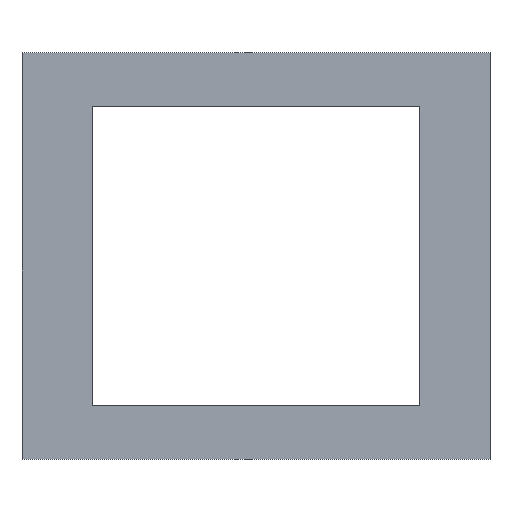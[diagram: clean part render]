
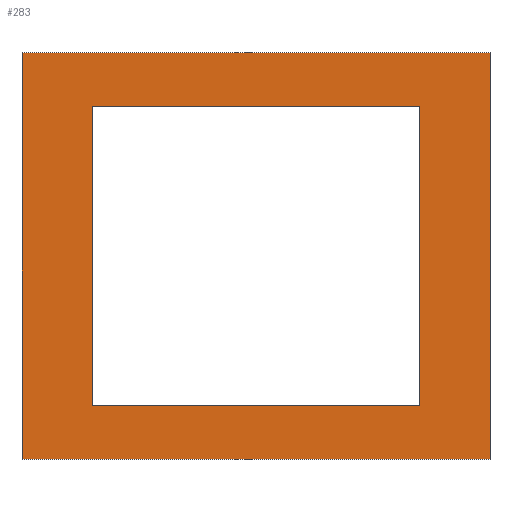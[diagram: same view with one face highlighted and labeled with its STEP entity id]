
A CAD part, top view. The second image highlights one B-rep face of the part: STEP entity #283.
In plain terms, the highlighted planar face has unit normal (0, 0, 1).
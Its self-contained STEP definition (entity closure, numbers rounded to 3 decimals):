
#24 = VERTEX_POINT('',#25);
#25 = CARTESIAN_POINT('',(-7.85,-6.825,1.2));
#31 = EDGE_CURVE('',#24,#32,#34,.T.);
#32 = VERTEX_POINT('',#33);
#33 = CARTESIAN_POINT('',(7.85,-6.825,1.2));
#34 = LINE('',#35,#36);
#35 = CARTESIAN_POINT('',(-7.85,-6.825,1.2));
#36 = VECTOR('',#37,1.);
#37 = DIRECTION('',(1.,0.,0.));
#62 = EDGE_CURVE('',#32,#63,#65,.T.);
#63 = VERTEX_POINT('',#64);
#64 = CARTESIAN_POINT('',(7.85,6.825,1.2));
#65 = LINE('',#66,#67);
#66 = CARTESIAN_POINT('',(7.85,-6.825,1.2));
#67 = VECTOR('',#68,1.);
#68 = DIRECTION('',(0.,1.,0.));
#93 = EDGE_CURVE('',#63,#94,#96,.T.);
#94 = VERTEX_POINT('',#95);
#95 = CARTESIAN_POINT('',(-7.85,6.825,1.2));
#96 = LINE('',#97,#98);
#97 = CARTESIAN_POINT('',(7.85,6.825,1.2));
#98 = VECTOR('',#99,1.);
#99 = DIRECTION('',(-1.,0.,0.));
#124 = EDGE_CURVE('',#94,#24,#125,.T.);
#125 = LINE('',#126,#127);
#126 = CARTESIAN_POINT('',(-7.85,6.825,1.2));
#127 = VECTOR('',#128,1.);
#128 = DIRECTION('',(0.,-1.,0.));
#148 = VERTEX_POINT('',#149);
#149 = CARTESIAN_POINT('',(-5.5,-5.,1.2));
#155 = EDGE_CURVE('',#148,#156,#158,.T.);
#156 = VERTEX_POINT('',#157);
#157 = CARTESIAN_POINT('',(5.5,-5.,1.2));
#158 = LINE('',#159,#160);
#159 = CARTESIAN_POINT('',(-5.5,-5.,1.2));
#160 = VECTOR('',#161,1.);
#161 = DIRECTION('',(1.,0.,0.));
#186 = EDGE_CURVE('',#156,#187,#189,.T.);
#187 = VERTEX_POINT('',#188);
#188 = CARTESIAN_POINT('',(5.5,5.,1.2));
#189 = LINE('',#190,#191);
#190 = CARTESIAN_POINT('',(5.5,-5.,1.2));
#191 = VECTOR('',#192,1.);
#192 = DIRECTION('',(0.,1.,0.));
#217 = EDGE_CURVE('',#187,#218,#220,.T.);
#218 = VERTEX_POINT('',#219);
#219 = CARTESIAN_POINT('',(-5.5,5.,1.2));
#220 = LINE('',#221,#222);
#221 = CARTESIAN_POINT('',(5.5,5.,1.2));
#222 = VECTOR('',#223,1.);
#223 = DIRECTION('',(-1.,0.,0.));
#248 = EDGE_CURVE('',#218,#148,#249,.T.);
#249 = LINE('',#250,#251);
#250 = CARTESIAN_POINT('',(-5.5,5.,1.2));
#251 = VECTOR('',#252,1.);
#252 = DIRECTION('',(0.,-1.,0.));
#283 = ADVANCED_FACE('',(#284,#290),#296,.T.);
#284 = FACE_BOUND('',#285,.T.);
#285 = EDGE_LOOP('',(#286,#287,#288,#289));
#286 = ORIENTED_EDGE('',*,*,#31,.T.);
#287 = ORIENTED_EDGE('',*,*,#62,.T.);
#288 = ORIENTED_EDGE('',*,*,#93,.T.);
#289 = ORIENTED_EDGE('',*,*,#124,.T.);
#290 = FACE_BOUND('',#291,.F.);
#291 = EDGE_LOOP('',(#292,#293,#294,#295));
#292 = ORIENTED_EDGE('',*,*,#155,.T.);
#293 = ORIENTED_EDGE('',*,*,#186,.T.);
#294 = ORIENTED_EDGE('',*,*,#217,.T.);
#295 = ORIENTED_EDGE('',*,*,#248,.T.);
#296 = PLANE('',#297);
#297 = AXIS2_PLACEMENT_3D('',#298,#299,#300);
#298 = CARTESIAN_POINT('',(0.,0.,1.2));
#299 = DIRECTION('',(0.,0.,1.));
#300 = DIRECTION('',(1.,0.,0.));
